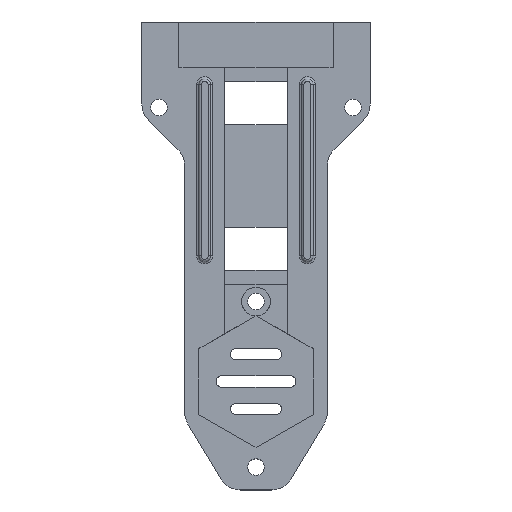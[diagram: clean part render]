
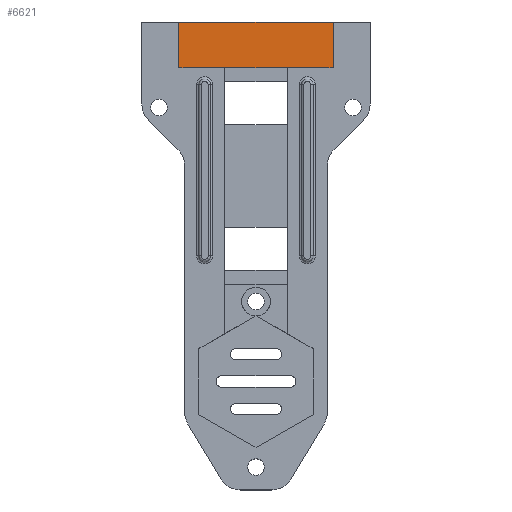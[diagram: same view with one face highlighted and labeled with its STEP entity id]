
A CAD part, top view. The second image highlights one B-rep face of the part: STEP entity #6621.
In plain terms, the highlighted planar face has unit normal (0, 0, 1).
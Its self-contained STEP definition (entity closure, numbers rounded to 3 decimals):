
#901 = PLANE('',#902);
#902 = AXIS2_PLACEMENT_3D('',#903,#904,#905);
#903 = CARTESIAN_POINT('',(0.,63.,2.859));
#904 = DIRECTION('',(0.,1.,0.));
#905 = DIRECTION('',(0.,-0.,1.));
#1679 = PLANE('',#1680);
#1680 = AXIS2_PLACEMENT_3D('',#1681,#1682,#1683);
#1681 = CARTESIAN_POINT('',(13.5,63.179,5.5));
#1682 = DIRECTION('',(-1.,-0.,-0.));
#1683 = DIRECTION('',(0.,0.,-1.));
#1707 = PLANE('',#1708);
#1708 = AXIS2_PLACEMENT_3D('',#1709,#1710,#1711);
#1709 = CARTESIAN_POINT('',(5.5,55.,7.));
#1710 = DIRECTION('',(0.,-1.,0.));
#1711 = DIRECTION('',(0.,0.,1.));
#1957 = PLANE('',#1958);
#1958 = AXIS2_PLACEMENT_3D('',#1959,#1960,#1961);
#1959 = CARTESIAN_POINT('',(-5.5,55.,7.));
#1960 = DIRECTION('',(-0.,-1.,-0.));
#1961 = DIRECTION('',(0.,0.,-1.));
#1984 = PLANE('',#1985);
#1985 = AXIS2_PLACEMENT_3D('',#1986,#1987,#1988);
#1986 = CARTESIAN_POINT('',(-13.5,63.179,5.5));
#1987 = DIRECTION('',(1.,0.,0.));
#1988 = DIRECTION('',(0.,0.,1.));
#2640 = VERTEX_POINT('',#2641);
#2641 = CARTESIAN_POINT('',(-5.5,55.,4.));
#2678 = PLANE('',#2679);
#2679 = AXIS2_PLACEMENT_3D('',#2680,#2681,#2682);
#2680 = CARTESIAN_POINT('',(0.,55.,3.5));
#2681 = DIRECTION('',(-0.,-1.,-0.));
#2682 = DIRECTION('',(0.,0.,-1.));
#2962 = VERTEX_POINT('',#2963);
#2963 = CARTESIAN_POINT('',(-13.5,55.,4.));
#2984 = EDGE_CURVE('',#2640,#2962,#2985,.T.);
#2985 = SURFACE_CURVE('',#2986,(#2990,#2997),.PCURVE_S1.);
#2986 = LINE('',#2987,#2988);
#2987 = CARTESIAN_POINT('',(-5.5,55.,4.));
#2988 = VECTOR('',#2989,1.);
#2989 = DIRECTION('',(-1.,0.,0.));
#2990 = PCURVE('',#1957,#2991);
#2991 = DEFINITIONAL_REPRESENTATION('',(#2992),#2996);
#2992 = LINE('',#2993,#2994);
#2993 = CARTESIAN_POINT('',(3.,0.));
#2994 = VECTOR('',#2995,1.);
#2995 = DIRECTION('',(0.,-1.));
#2996 = ( GEOMETRIC_REPRESENTATION_CONTEXT(2) 
PARAMETRIC_REPRESENTATION_CONTEXT() REPRESENTATION_CONTEXT('2D SPACE',''
  ) );
#2997 = PCURVE('',#2998,#3003);
#2998 = PLANE('',#2999);
#2999 = AXIS2_PLACEMENT_3D('',#3000,#3001,#3002);
#3000 = CARTESIAN_POINT('',(0.,59.,4.));
#3001 = DIRECTION('',(0.,0.,1.));
#3002 = DIRECTION('',(1.,0.,-0.));
#3003 = DEFINITIONAL_REPRESENTATION('',(#3004),#3008);
#3004 = LINE('',#3005,#3006);
#3005 = CARTESIAN_POINT('',(-5.5,-4.));
#3006 = VECTOR('',#3007,1.);
#3007 = DIRECTION('',(-1.,0.));
#3008 = ( GEOMETRIC_REPRESENTATION_CONTEXT(2) 
PARAMETRIC_REPRESENTATION_CONTEXT() REPRESENTATION_CONTEXT('2D SPACE',''
  ) );
#3014 = VERTEX_POINT('',#3015);
#3015 = CARTESIAN_POINT('',(-13.5,63.,4.));
#3037 = EDGE_CURVE('',#2962,#3014,#3038,.T.);
#3038 = SURFACE_CURVE('',#3039,(#3043,#3050),.PCURVE_S1.);
#3039 = LINE('',#3040,#3041);
#3040 = CARTESIAN_POINT('',(-13.5,55.,4.));
#3041 = VECTOR('',#3042,1.);
#3042 = DIRECTION('',(0.,1.,0.));
#3043 = PCURVE('',#1984,#3044);
#3044 = DEFINITIONAL_REPRESENTATION('',(#3045),#3049);
#3045 = LINE('',#3046,#3047);
#3046 = CARTESIAN_POINT('',(-1.5,8.179));
#3047 = VECTOR('',#3048,1.);
#3048 = DIRECTION('',(0.,-1.));
#3049 = ( GEOMETRIC_REPRESENTATION_CONTEXT(2) 
PARAMETRIC_REPRESENTATION_CONTEXT() REPRESENTATION_CONTEXT('2D SPACE',''
  ) );
#3050 = PCURVE('',#2998,#3051);
#3051 = DEFINITIONAL_REPRESENTATION('',(#3052),#3056);
#3052 = LINE('',#3053,#3054);
#3053 = CARTESIAN_POINT('',(-13.5,-4.));
#3054 = VECTOR('',#3055,1.);
#3055 = DIRECTION('',(0.,1.));
#3056 = ( GEOMETRIC_REPRESENTATION_CONTEXT(2) 
PARAMETRIC_REPRESENTATION_CONTEXT() REPRESENTATION_CONTEXT('2D SPACE',''
  ) );
#3280 = VERTEX_POINT('',#3281);
#3281 = CARTESIAN_POINT('',(5.5,55.,4.));
#3559 = VERTEX_POINT('',#3560);
#3560 = CARTESIAN_POINT('',(13.5,55.,4.));
#3581 = EDGE_CURVE('',#3280,#3559,#3582,.T.);
#3582 = SURFACE_CURVE('',#3583,(#3587,#3594),.PCURVE_S1.);
#3583 = LINE('',#3584,#3585);
#3584 = CARTESIAN_POINT('',(5.5,55.,4.));
#3585 = VECTOR('',#3586,1.);
#3586 = DIRECTION('',(1.,0.,0.));
#3587 = PCURVE('',#1707,#3588);
#3588 = DEFINITIONAL_REPRESENTATION('',(#3589),#3593);
#3589 = LINE('',#3590,#3591);
#3590 = CARTESIAN_POINT('',(-3.,0.));
#3591 = VECTOR('',#3592,1.);
#3592 = DIRECTION('',(-0.,-1.));
#3593 = ( GEOMETRIC_REPRESENTATION_CONTEXT(2) 
PARAMETRIC_REPRESENTATION_CONTEXT() REPRESENTATION_CONTEXT('2D SPACE',''
  ) );
#3594 = PCURVE('',#2998,#3595);
#3595 = DEFINITIONAL_REPRESENTATION('',(#3596),#3600);
#3596 = LINE('',#3597,#3598);
#3597 = CARTESIAN_POINT('',(5.5,-4.));
#3598 = VECTOR('',#3599,1.);
#3599 = DIRECTION('',(1.,0.));
#3600 = ( GEOMETRIC_REPRESENTATION_CONTEXT(2) 
PARAMETRIC_REPRESENTATION_CONTEXT() REPRESENTATION_CONTEXT('2D SPACE',''
  ) );
#3606 = VERTEX_POINT('',#3607);
#3607 = CARTESIAN_POINT('',(13.5,63.,4.));
#3630 = EDGE_CURVE('',#3559,#3606,#3631,.T.);
#3631 = SURFACE_CURVE('',#3632,(#3636,#3643),.PCURVE_S1.);
#3632 = LINE('',#3633,#3634);
#3633 = CARTESIAN_POINT('',(13.5,55.,4.));
#3634 = VECTOR('',#3635,1.);
#3635 = DIRECTION('',(0.,1.,-0.));
#3636 = PCURVE('',#1679,#3637);
#3637 = DEFINITIONAL_REPRESENTATION('',(#3638),#3642);
#3638 = LINE('',#3639,#3640);
#3639 = CARTESIAN_POINT('',(1.5,8.179));
#3640 = VECTOR('',#3641,1.);
#3641 = DIRECTION('',(-0.,-1.));
#3642 = ( GEOMETRIC_REPRESENTATION_CONTEXT(2) 
PARAMETRIC_REPRESENTATION_CONTEXT() REPRESENTATION_CONTEXT('2D SPACE',''
  ) );
#3643 = PCURVE('',#2998,#3644);
#3644 = DEFINITIONAL_REPRESENTATION('',(#3645),#3649);
#3645 = LINE('',#3646,#3647);
#3646 = CARTESIAN_POINT('',(13.5,-4.));
#3647 = VECTOR('',#3648,1.);
#3648 = DIRECTION('',(0.,1.));
#3649 = ( GEOMETRIC_REPRESENTATION_CONTEXT(2) 
PARAMETRIC_REPRESENTATION_CONTEXT() REPRESENTATION_CONTEXT('2D SPACE',''
  ) );
#6081 = EDGE_CURVE('',#2640,#3280,#6082,.T.);
#6082 = SURFACE_CURVE('',#6083,(#6087,#6094),.PCURVE_S1.);
#6083 = LINE('',#6084,#6085);
#6084 = CARTESIAN_POINT('',(-5.5,55.,4.));
#6085 = VECTOR('',#6086,1.);
#6086 = DIRECTION('',(1.,0.,0.));
#6087 = PCURVE('',#2678,#6088);
#6088 = DEFINITIONAL_REPRESENTATION('',(#6089),#6093);
#6089 = LINE('',#6090,#6091);
#6090 = CARTESIAN_POINT('',(-0.5,-5.5));
#6091 = VECTOR('',#6092,1.);
#6092 = DIRECTION('',(0.,1.));
#6093 = ( GEOMETRIC_REPRESENTATION_CONTEXT(2) 
PARAMETRIC_REPRESENTATION_CONTEXT() REPRESENTATION_CONTEXT('2D SPACE',''
  ) );
#6094 = PCURVE('',#2998,#6095);
#6095 = DEFINITIONAL_REPRESENTATION('',(#6096),#6100);
#6096 = LINE('',#6097,#6098);
#6097 = CARTESIAN_POINT('',(-5.5,-4.));
#6098 = VECTOR('',#6099,1.);
#6099 = DIRECTION('',(1.,0.));
#6100 = ( GEOMETRIC_REPRESENTATION_CONTEXT(2) 
PARAMETRIC_REPRESENTATION_CONTEXT() REPRESENTATION_CONTEXT('2D SPACE',''
  ) );
#6110 = EDGE_CURVE('',#3606,#3014,#6111,.T.);
#6111 = SURFACE_CURVE('',#6112,(#6116,#6123),.PCURVE_S1.);
#6112 = LINE('',#6113,#6114);
#6113 = CARTESIAN_POINT('',(-12.,63.,4.));
#6114 = VECTOR('',#6115,1.);
#6115 = DIRECTION('',(-1.,0.,0.));
#6116 = PCURVE('',#901,#6117);
#6117 = DEFINITIONAL_REPRESENTATION('',(#6118),#6122);
#6118 = LINE('',#6119,#6120);
#6119 = CARTESIAN_POINT('',(1.141,-12.));
#6120 = VECTOR('',#6121,1.);
#6121 = DIRECTION('',(0.,-1.));
#6122 = ( GEOMETRIC_REPRESENTATION_CONTEXT(2) 
PARAMETRIC_REPRESENTATION_CONTEXT() REPRESENTATION_CONTEXT('2D SPACE',''
  ) );
#6123 = PCURVE('',#2998,#6124);
#6124 = DEFINITIONAL_REPRESENTATION('',(#6125),#6129);
#6125 = LINE('',#6126,#6127);
#6126 = CARTESIAN_POINT('',(-12.,4.));
#6127 = VECTOR('',#6128,1.);
#6128 = DIRECTION('',(-1.,0.));
#6129 = ( GEOMETRIC_REPRESENTATION_CONTEXT(2) 
PARAMETRIC_REPRESENTATION_CONTEXT() REPRESENTATION_CONTEXT('2D SPACE',''
  ) );
#6621 = ADVANCED_FACE('',(#6622),#2998,.T.);
#6622 = FACE_BOUND('',#6623,.T.);
#6623 = EDGE_LOOP('',(#6624,#6625,#6626,#6627,#6628,#6629));
#6624 = ORIENTED_EDGE('',*,*,#6081,.T.);
#6625 = ORIENTED_EDGE('',*,*,#3581,.T.);
#6626 = ORIENTED_EDGE('',*,*,#3630,.T.);
#6627 = ORIENTED_EDGE('',*,*,#6110,.T.);
#6628 = ORIENTED_EDGE('',*,*,#3037,.F.);
#6629 = ORIENTED_EDGE('',*,*,#2984,.F.);
